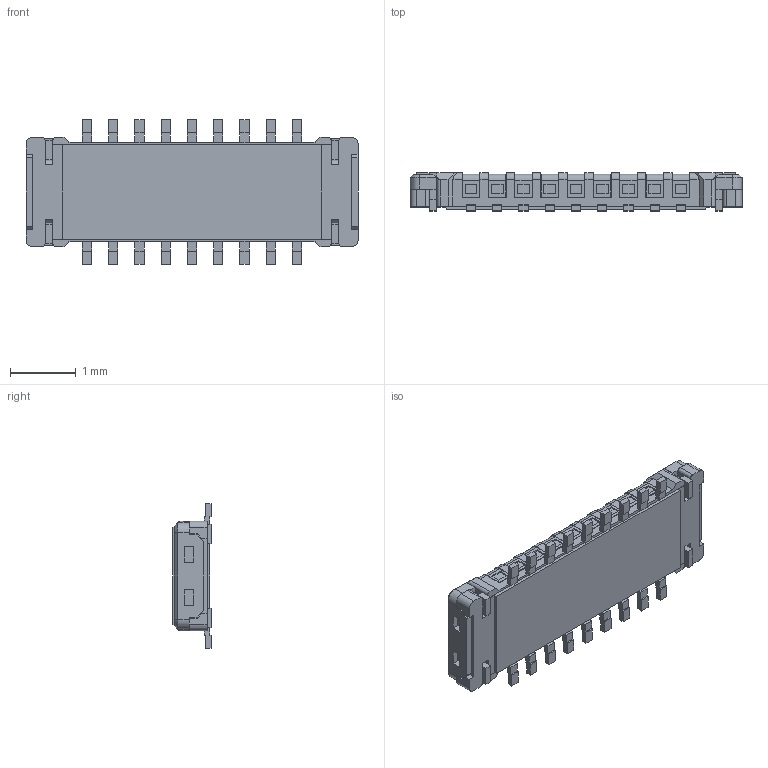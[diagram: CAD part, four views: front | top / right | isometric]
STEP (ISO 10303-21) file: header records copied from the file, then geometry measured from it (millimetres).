
FILE_DESCRIPTION((''),'2;1');
FILE_NAME('5035521820','2014-02-04T',('me'),(''),'PRO/ENGINEER BY PARAMETRIC TECHNOLOGY CORPORATION, 2011490','PRO/ENGINEER BY PARAMETRIC TECHNOLOGY CORPORATION, 2011490','');
FILE_SCHEMA(('CONFIG_CONTROL_DESIGN'));
Length unit declared in the file: millimetre
Products named in the file (1): 5035521820
Bounding box: 5.06 x 0.58 x 2.2 mm (x, y, z)
Volume: 2.6 mm3; surface area: 39.9 mm2
Topology: 1 solids, 1 shells, 928 faces, 2696 edges, 1780 vertices
Faces by surface type: plane 820, cylinder 100, cone 4, bspline 4
Entity records: 30224 total; most frequent: CARTESIAN_POINT 5708, ORIENTED_EDGE 5216, DIRECTION 4702, EDGE_CURVE 2608, VECTOR 2484, LINE 2484, VERTEX_POINT 1692, AXIS2_PLACEMENT_3D 1109
